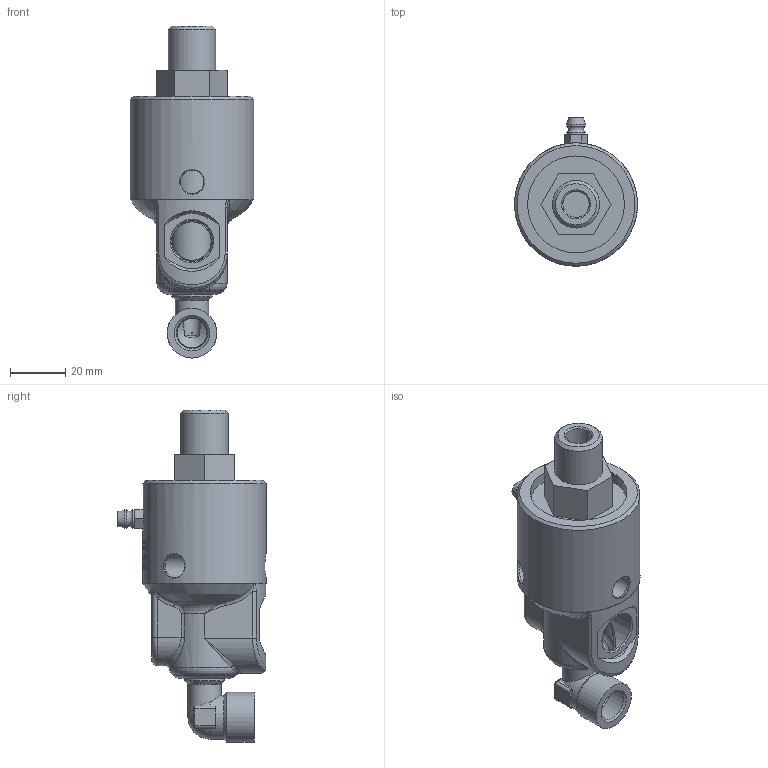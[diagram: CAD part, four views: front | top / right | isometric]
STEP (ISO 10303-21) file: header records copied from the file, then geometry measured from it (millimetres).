
FILE_DESCRIPTION(/* description */ (''),/* implementation_level */ '2;1');
FILE_NAME(/* name */ '55-000-001030-IC.stp',/* time_stamp */ '2020-05-20T08:58:14-05:00',/* author */ ('GALINDOLM'),/* organization */ (''),/* preprocessor_version */ 'ST-DEVELOPER v18',/* originating_system */ 'Autodesk Inventor 2020',/* authorisation */ '');
FILE_SCHEMA (('AUTOMOTIVE_DESIGN { 1 0 10303 214 3 1 1 }'));
Products named in the file (1): 55-000-001030-IC
Bounding box: 44.6 x 53.66 x 120.21 mm (x, y, z)
Volume: 91484.4 mm3; surface area: 20003.3 mm2
Topology: 1 solids, 2 shells, 613 faces, 1608 edges, 1057 vertices
Faces by surface type: bspline 302, plane 191, cylinder 93, cone 16, torus 8, sphere 3
Full cylindrical faces by diameter (mm): 1.5 x1, 6.35 x1, 6.75 x2, 8.6 x3, 9.5 x1, 10.719 x1, 12 x1, 13.889 x1, 16 x1, 17.145 x1, 18 x1, 35.05 x1, 44.6 x1
Entity records: 90974 total; most frequent: CARTESIAN_POINT 76911, ORIENTED_EDGE 3204, DIRECTION 2022, EDGE_CURVE 1602, VERTEX_POINT 1057, AXIS2_PLACEMENT_3D 701, EDGE_LOOP 677, LINE 620
